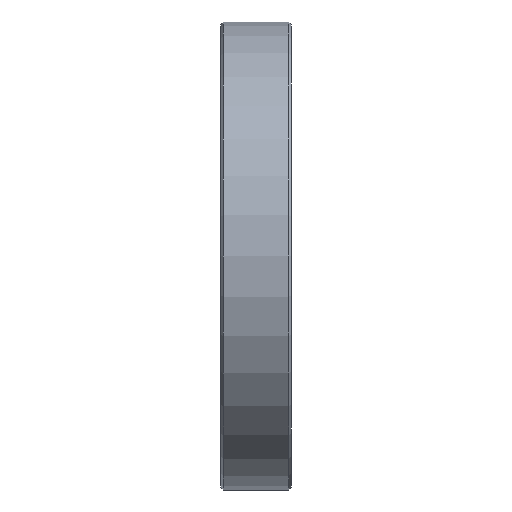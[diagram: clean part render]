
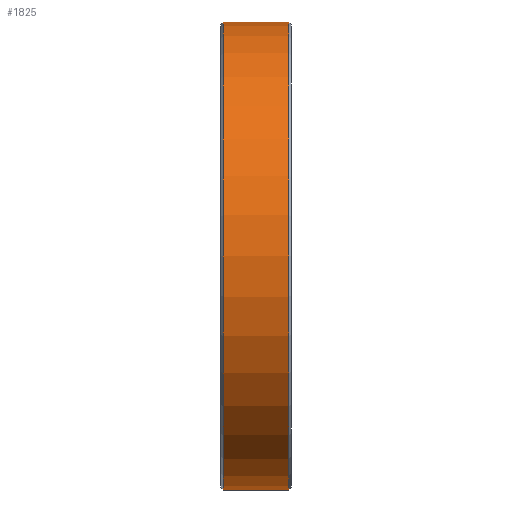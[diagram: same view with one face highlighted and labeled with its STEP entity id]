
A CAD part, left-side view. The second image highlights one B-rep face of the part: STEP entity #1825.
In plain terms, the highlighted cylindrical face has radius 82.5 mm (diameter 165 mm), a partial arc.
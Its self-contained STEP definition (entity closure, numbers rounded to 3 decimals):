
#34 = EDGE_CURVE ( 'NONE', #2276, #1754, #1004, .T. ) ;
#44 = ORIENTED_EDGE ( 'NONE', *, *, #34, .T. ) ;
#323 = DIRECTION ( 'NONE',  ( 0., 0., -1. ) ) ;
#328 = ORIENTED_EDGE ( 'NONE', *, *, #552, .T. ) ;
#334 = DIRECTION ( 'NONE',  ( 0., 0., 1. ) ) ;
#402 = VECTOR ( 'NONE', #411, 1000. ) ;
#411 = DIRECTION ( 'NONE',  ( 0., -1., 0. ) ) ;
#552 = EDGE_CURVE ( 'NONE', #2387, #1110, #1960, .T. ) ;
#602 = DIRECTION ( 'NONE',  ( 0., -1., 0. ) ) ;
#691 = CARTESIAN_POINT ( 'NONE',  ( 0., 24., 82.5 ) ) ;
#846 = AXIS2_PLACEMENT_3D ( 'NONE', #885, #2016, #334 ) ;
#885 = CARTESIAN_POINT ( 'NONE',  ( 0., 1., 0. ) ) ;
#1004 = CIRCLE ( 'NONE', #846, 82.5 ) ;
#1060 = DIRECTION ( 'NONE',  ( 0., -1., 0. ) ) ;
#1110 = VERTEX_POINT ( 'NONE', #2108 ) ;
#1200 = AXIS2_PLACEMENT_3D ( 'NONE', #2174, #1842, #2188 ) ;
#1226 = EDGE_LOOP ( 'NONE', ( #2012, #328, #1798, #44 ) ) ;
#1323 = LINE ( 'NONE', #2083, #402 ) ;
#1390 = CARTESIAN_POINT ( 'NONE',  ( 0., 25., 82.5 ) ) ;
#1547 = LINE ( 'NONE', #1390, #1969 ) ;
#1598 = CARTESIAN_POINT ( 'NONE',  ( 0., 25., 0. ) ) ;
#1638 = EDGE_CURVE ( 'NONE', #1110, #2276, #1323, .T. ) ;
#1697 = AXIS2_PLACEMENT_3D ( 'NONE', #1598, #1060, #323 ) ;
#1703 = EDGE_CURVE ( 'NONE', #2387, #1754, #1547, .T. ) ;
#1754 = VERTEX_POINT ( 'NONE', #2184 ) ;
#1798 = ORIENTED_EDGE ( 'NONE', *, *, #1638, .T. ) ;
#1825 = ADVANCED_FACE ( 'NONE', ( #2007 ), #1981, .T. ) ;
#1842 = DIRECTION ( 'NONE',  ( 0., -1., 0. ) ) ;
#1960 = CIRCLE ( 'NONE', #1200, 82.5 ) ;
#1969 = VECTOR ( 'NONE', #602, 1000. ) ;
#1981 = CYLINDRICAL_SURFACE ( 'NONE', #1697, 82.5 ) ;
#2007 = FACE_OUTER_BOUND ( 'NONE', #1226, .T. ) ;
#2012 = ORIENTED_EDGE ( 'NONE', *, *, #1703, .F. ) ;
#2016 = DIRECTION ( 'NONE',  ( 0., 1., 0. ) ) ;
#2083 = CARTESIAN_POINT ( 'NONE',  ( 0., 25., -82.5 ) ) ;
#2108 = CARTESIAN_POINT ( 'NONE',  ( 0., 24., -82.5 ) ) ;
#2174 = CARTESIAN_POINT ( 'NONE',  ( 0., 24., 0. ) ) ;
#2184 = CARTESIAN_POINT ( 'NONE',  ( 0., 1., 82.5 ) ) ;
#2188 = DIRECTION ( 'NONE',  ( 0., 0., 1. ) ) ;
#2227 = CARTESIAN_POINT ( 'NONE',  ( 0., 1., -82.5 ) ) ;
#2276 = VERTEX_POINT ( 'NONE', #2227 ) ;
#2387 = VERTEX_POINT ( 'NONE', #691 ) ;
